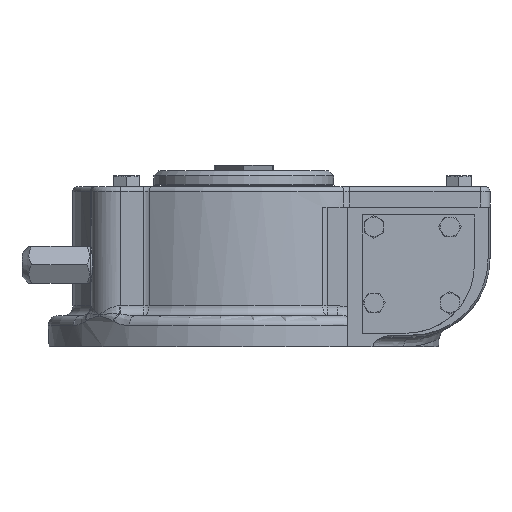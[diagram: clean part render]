
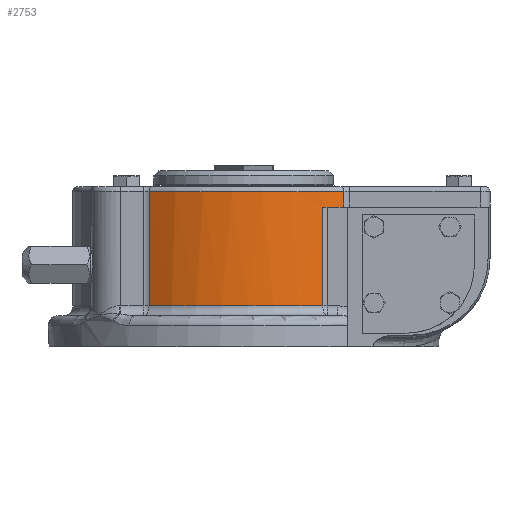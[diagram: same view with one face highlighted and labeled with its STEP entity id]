
A CAD part, left-side view. The second image highlights one B-rep face of the part: STEP entity #2753.
In plain terms, the highlighted cylindrical face has radius 87.5 mm (diameter 175 mm), a partial arc.
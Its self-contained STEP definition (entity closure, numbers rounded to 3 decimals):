
#2753 = ADVANCED_FACE( '', ( #6072 ), #6073, .T. );
#6072 = FACE_OUTER_BOUND( '', #14510, .T. );
#6073 = CYLINDRICAL_SURFACE( '', #14511, 87.5 );
#14510 = EDGE_LOOP( '', ( #24538, #24539, #24540, #24541, #24542, #24543 ) );
#14511 = AXIS2_PLACEMENT_3D( '', #24544, #24545, #24546 );
#24538 = ORIENTED_EDGE( '', *, *, #31085, .T. );
#24539 = ORIENTED_EDGE( '', *, *, #30333, .T. );
#24540 = ORIENTED_EDGE( '', *, *, #31163, .T. );
#24541 = ORIENTED_EDGE( '', *, *, #30684, .F. );
#24542 = ORIENTED_EDGE( '', *, *, #31240, .T. );
#24543 = ORIENTED_EDGE( '', *, *, #29889, .T. );
#24544 = CARTESIAN_POINT( '', ( 0., 0., 74.5 ) );
#24545 = DIRECTION( '', ( 0., 0., 1. ) );
#24546 = DIRECTION( '', ( -1., 0., 0. ) );
#29889 = EDGE_CURVE( '', #34845, #34847, #34849, .F. );
#30333 = EDGE_CURVE( '', #35493, #32906, #35494, .F. );
#30684 = EDGE_CURVE( '', #35956, #35958, #35959, .T. );
#31085 = EDGE_CURVE( '', #34847, #35493, #36475, .T. );
#31163 = EDGE_CURVE( '', #32906, #35958, #36560, .F. );
#31240 = EDGE_CURVE( '', #35956, #34845, #36647, .F. );
#32906 = VERTEX_POINT( '', #40441 );
#34845 = VERTEX_POINT( '', #44980 );
#34847 = VERTEX_POINT( '', #44982 );
#34849 = CIRCLE( '', #44984, 87.5 );
#35493 = VERTEX_POINT( '', #46581 );
#35494 = CIRCLE( '', #46582, 87.5 );
#35956 = VERTEX_POINT( '', #47848 );
#35958 = VERTEX_POINT( '', #47850 );
#35959 = CIRCLE( '', #47851, 87.5 );
#36475 = LINE( '', #48968, #48969 );
#36560 = LINE( '', #49173, #49174 );
#36647 = LINE( '', #49414, #49415 );
#40441 = CARTESIAN_POINT( '', ( -77.568, -40.491, 21. ) );
#44980 = CARTESIAN_POINT( '', ( -70.946, -51.214, 79.49 ) );
#44982 = CARTESIAN_POINT( '', ( -72.838, 48.486, 79.49 ) );
#44984 = AXIS2_PLACEMENT_3D( '', #53327, #53328, #53329 );
#46581 = CARTESIAN_POINT( '', ( -72.838, 48.486, 21. ) );
#46582 = AXIS2_PLACEMENT_3D( '', #53733, #53734, #53735 );
#47848 = CARTESIAN_POINT( '', ( -70.946, -51.214, 71.5 ) );
#47850 = CARTESIAN_POINT( '', ( -77.568, -40.491, 71.5 ) );
#47851 = AXIS2_PLACEMENT_3D( '', #54052, #54053, #54054 );
#48968 = CARTESIAN_POINT( '', ( -72.838, 48.486, 74.5 ) );
#48969 = VECTOR( '', #54414, 1000. );
#49173 = CARTESIAN_POINT( '', ( -77.568, -40.491, 74.5 ) );
#49174 = VECTOR( '', #54468, 1000. );
#49414 = CARTESIAN_POINT( '', ( -70.946, -51.214, 347.746 ) );
#49415 = VECTOR( '', #54536, 1000. );
#53327 = CARTESIAN_POINT( '', ( 0., 0., 79.49 ) );
#53328 = DIRECTION( '', ( 0., 0., 1. ) );
#53329 = DIRECTION( '', ( 1., 0., 0. ) );
#53733 = CARTESIAN_POINT( '', ( 0., 0., 21. ) );
#53734 = DIRECTION( '', ( 0., 0., -1. ) );
#53735 = DIRECTION( '', ( -1., 0., 0. ) );
#54052 = CARTESIAN_POINT( '', ( 0., 0., 71.5 ) );
#54053 = DIRECTION( '', ( 0., 0., -1. ) );
#54054 = DIRECTION( '', ( -1., 0., 0. ) );
#54414 = DIRECTION( '', ( 0., 0., -1. ) );
#54468 = DIRECTION( '', ( 0., 0., -1. ) );
#54536 = DIRECTION( '', ( 0., 0., -1. ) );
